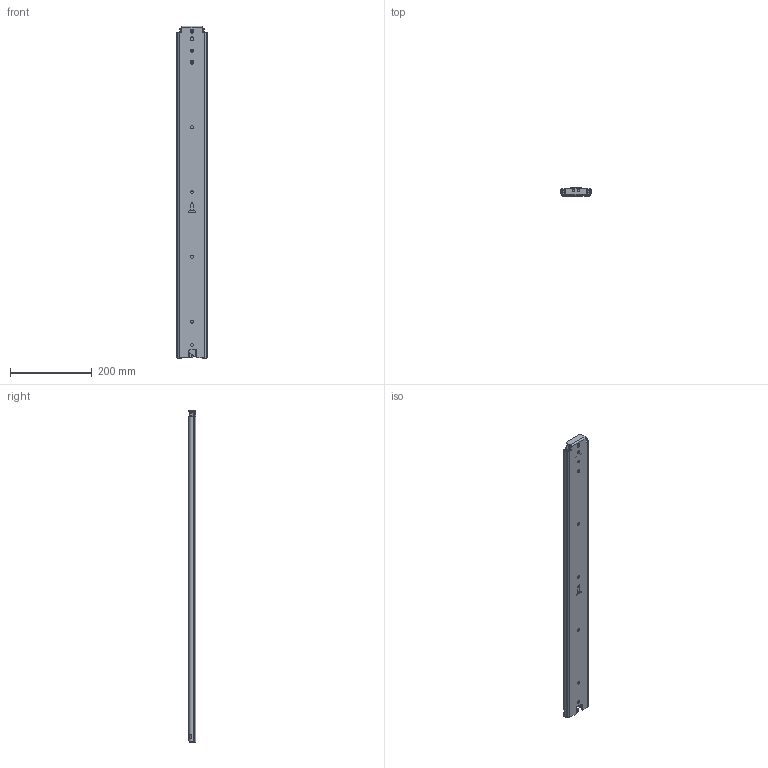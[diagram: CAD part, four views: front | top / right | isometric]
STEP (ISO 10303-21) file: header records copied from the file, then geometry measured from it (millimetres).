
FILE_DESCRIPTION((''),'2;1');
FILE_NAME('Schiene_812,8_kpl.stp','2013-11-29T10:40:40',('Johanson'),(''),'Autodesk Inventor 2011','Autodesk Inventor 2011','');
FILE_SCHEMA(('AUTOMOTIVE_DESIGN { 1 0 10303 214 1 1 1 1 }'));
Length unit declared in the file: millimetre
Products named in the file (12): Schiene_812,8_kpl; Schiene breit 812,8 mm; Schiene mittig 812,8 mm kpl; Schiene mittig 812,8 mm; Puffer groß; Freigeber groß; Schiene schmal 812,8 mm kpl; Schiene schmal 812,8 mm; Kugelhalter_812,8_ kpl; Kugelhalter_812,8; Kugel_9; Rolle
Assembly tree (28 placements, depth 3):
  Schiene_812,8_kpl
    Schiene breit 812,8 mm
    Schiene mittig 812,8 mm kpl
      Schiene mittig 812,8 mm
      Puffer groß
      Freigeber groß
    Schiene schmal 812,8 mm kpl
      Schiene schmal 812,8 mm
    Kugelhalter_812,8_ kpl  x4
      Kugelhalter_812,8
      Kugel_9
    Rolle  x2
Bounding box: 75.3 x 19.2 x 812.8 mm (x, y, z)
Volume: 553061.8 mm3; surface area: 438777.1 mm2
Topology: 68 solids, 68 shells, 787 faces, 2532 edges, 1629 vertices
Faces by surface type: cylinder 379, plane 346, sphere 58, cone 4
Full cylindrical faces by diameter (mm): 3 x1, 4 x1, 5 x1, 6 x1, 6.4 x1, 6.5 x6, 7.5 x6, 9 x58, 26 x2
Entity records: 20648 total; most frequent: CARTESIAN_POINT 4478, ORIENTED_EDGE 3364, DIRECTION 3299, EDGE_CURVE 1682, AXIS2_PLACEMENT_3D 1118, VERTEX_POINT 1117, VECTOR 1063, LINE 1063
